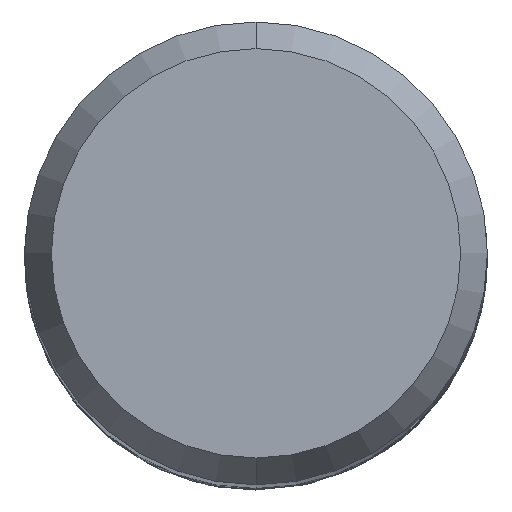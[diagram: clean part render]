
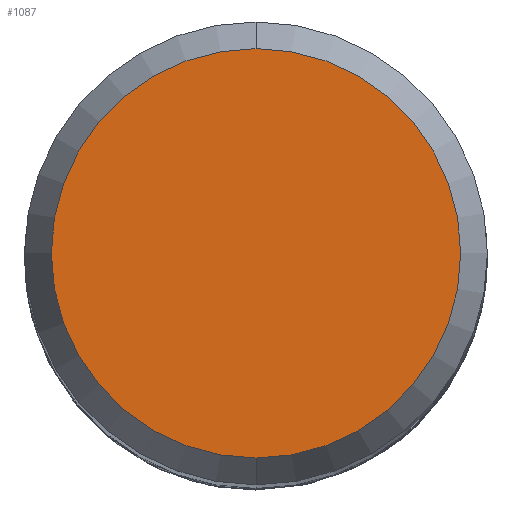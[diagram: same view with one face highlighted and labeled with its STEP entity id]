
A CAD part, top view. The second image highlights one B-rep face of the part: STEP entity #1087.
In plain terms, the highlighted planar face has unit normal (0, 0, 1).
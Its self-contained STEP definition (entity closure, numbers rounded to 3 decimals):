
#753=EDGE_CURVE('',#865,#1307,#1737,.T.);
#761=EDGE_CURVE('',#1307,#865,#1745,.T.);
#865=VERTEX_POINT('',#1863);
#1087=ADVANCED_FACE('',(#2108),#2109,.T.);
#1307=VERTEX_POINT('',#2343);
#1737=CIRCLE('',#4971,4.423);
#1745=CIRCLE('',#4988,4.423);
#1863=CARTESIAN_POINT('',(0.,-4.423,0.0));
#2108=FACE_OUTER_BOUND('',#9053,.T.);
#2109=PLANE('',#9054);
#2343=CARTESIAN_POINT('',(0.0,4.423,0.0));
#4971=AXIS2_PLACEMENT_3D('',#13944,#13945,#13946);
#4988=AXIS2_PLACEMENT_3D('',#13948,#13949,#13950);
#9053=EDGE_LOOP('',(#14362,#14363));
#9054=AXIS2_PLACEMENT_3D('',#14364,#14365,#14366);
#13944=CARTESIAN_POINT('',(0.0,0.0,0.0));
#13945=DIRECTION('',(0.0,0.0,-1.0));
#13946=DIRECTION('',(0.0,1.0,0.0));
#13948=CARTESIAN_POINT('',(0.0,0.0,0.0));
#13949=DIRECTION('',(0.0,0.0,-1.0));
#13950=DIRECTION('',(0.0,1.0,0.0));
#14362=ORIENTED_EDGE('',*,*,#761,.F.);
#14363=ORIENTED_EDGE('',*,*,#753,.F.);
#14364=CARTESIAN_POINT('',(0.0,2.211,0.0));
#14365=DIRECTION('',(-0.0,0.0,1.0));
#14366=DIRECTION('',(0.0,-1.0,0.0));
